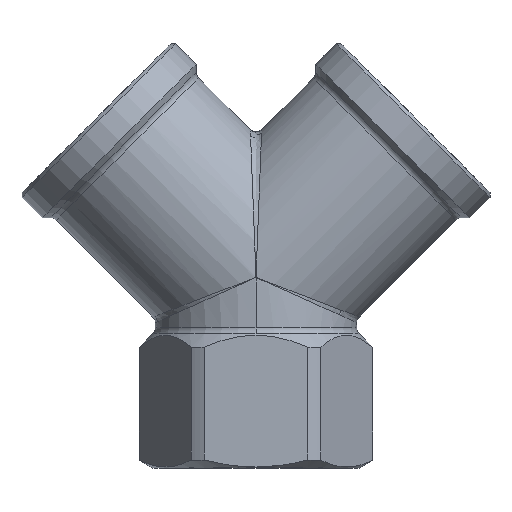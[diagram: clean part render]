
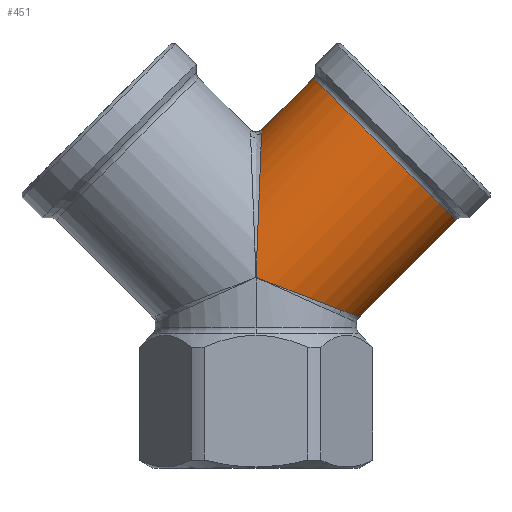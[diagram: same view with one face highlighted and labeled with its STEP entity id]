
A CAD part, top view. The second image highlights one B-rep face of the part: STEP entity #451.
In plain terms, the highlighted cylindrical face has radius 6.25 mm (diameter 12.5 mm), a partial arc.
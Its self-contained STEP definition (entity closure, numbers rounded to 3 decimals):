
#3 = ORIENTED_EDGE ( 'NONE', *, *, #21, .T. ) ;
#21 = EDGE_CURVE ( 'NONE', #471, #42, #655, .T. ) ;
#23 = EDGE_CURVE ( 'NONE', #517, #42, #690, .T. ) ;
#41 = ORIENTED_EDGE ( 'NONE', *, *, #23, .F. ) ;
#42 = VERTEX_POINT ( 'NONE', #701 ) ;
#451 = ADVANCED_FACE ( 'NONE', ( #1548 ), #1550, .T. ) ;
#454 = EDGE_LOOP ( 'NONE', ( #456, #458, #477, #1482, #469, #3, #41 ) ) ;
#456 = ORIENTED_EDGE ( 'NONE', *, *, #457, .T. ) ;
#457 = EDGE_CURVE ( 'NONE', #517, #524, #1591, .T. ) ;
#458 = ORIENTED_EDGE ( 'NONE', *, *, #474, .T. ) ;
#469 = ORIENTED_EDGE ( 'NONE', *, *, #470, .F. ) ;
#470 = EDGE_CURVE ( 'NONE', #471, #1481, #1609, .T. ) ;
#471 = VERTEX_POINT ( 'NONE', #1608 ) ;
#474 = EDGE_CURVE ( 'NONE', #524, #475, #1646, .T. ) ;
#475 = VERTEX_POINT ( 'NONE', #1642 ) ;
#476 = EDGE_CURVE ( 'NONE', #475, #1495, #1641, .T. ) ;
#477 = ORIENTED_EDGE ( 'NONE', *, *, #476, .T. ) ;
#517 = VERTEX_POINT ( 'NONE', #1712 ) ;
#524 = VERTEX_POINT ( 'NONE', #1758 ) ;
#655 =( BOUNDED_CURVE ( )  B_SPLINE_CURVE ( 3, ( #698, #697, #696, #695 ),
 .UNSPECIFIED., .F., .T. ) 
 B_SPLINE_CURVE_WITH_KNOTS ( ( 4, 4 ),
 ( 4.723, 6.283 ),
 .UNSPECIFIED. ) 
 CURVE ( )  GEOMETRIC_REPRESENTATION_ITEM ( )  RATIONAL_B_SPLINE_CURVE ( ( 1., 0.807, 0.807, 1. ) ) 
 REPRESENTATION_ITEM ( '' )  );
#687 = DIRECTION ( 'NONE',  ( -0.707, -0.707, 0. ) ) ;
#688 = VECTOR ( 'NONE', #687, 1000. ) ;
#689 = CARTESIAN_POINT ( 'NONE',  ( 4.42, 7.408, 0. ) ) ;
#690 = LINE ( 'NONE', #689, #688 ) ;
#695 = CARTESIAN_POINT ( 'NONE',  ( 6.396, 9.385, 0. ) ) ;
#696 = CARTESIAN_POINT ( 'NONE',  ( 6.396, 9.385, 3.629 ) ) ;
#697 = CARTESIAN_POINT ( 'NONE',  ( 3.785, 10.382, 6.209 ) ) ;
#698 = CARTESIAN_POINT ( 'NONE',  ( 0.071, 11.8, 6.25 ) ) ;
#701 = CARTESIAN_POINT ( 'NONE',  ( 6.396, 9.385, 0. ) ) ;
#1480 = EDGE_CURVE ( 'NONE', #1481, #1495, #1967, .T. ) ;
#1481 = VERTEX_POINT ( 'NONE', #1962 ) ;
#1482 = ORIENTED_EDGE ( 'NONE', *, *, #1480, .F. ) ;
#1495 = VERTEX_POINT ( 'NONE', #1998 ) ;
#1548 = FACE_OUTER_BOUND ( 'NONE', #454, .T. ) ;
#1549 = CARTESIAN_POINT ( 'NONE',  ( 0.001, 11.828, 0. ) ) ;
#1550 = CYLINDRICAL_SURFACE ( 'NONE', #1602, 6.25 ) ;
#1588 = DIRECTION ( 'NONE',  ( 0.707, -0.707, 0. ) ) ;
#1589 = DIRECTION ( 'NONE',  ( -0.707, -0.707, 0. ) ) ;
#1590 = AXIS2_PLACEMENT_3D ( 'NONE', #1598, #1589, #1588 ) ;
#1591 = CIRCLE ( 'NONE', #1590, 6.25 ) ;
#1598 = CARTESIAN_POINT ( 'NONE',  ( 7.986, 19.813, 0. ) ) ;
#1600 = DIRECTION ( 'NONE',  ( 0.707, -0.707, 0. ) ) ;
#1601 = DIRECTION ( 'NONE',  ( -0.707, -0.707, 0. ) ) ;
#1602 = AXIS2_PLACEMENT_3D ( 'NONE', #1549, #1601, #1600 ) ;
#1604 = CARTESIAN_POINT ( 'NONE',  ( 0.028, 11.8, 6.25 ) ) ;
#1605 = CARTESIAN_POINT ( 'NONE',  ( 0.042, 11.8, 6.25 ) ) ;
#1606 = CARTESIAN_POINT ( 'NONE',  ( 0.057, 11.8, 6.25 ) ) ;
#1607 = CARTESIAN_POINT ( 'NONE',  ( 0.071, 11.8, 6.25 ) ) ;
#1608 = CARTESIAN_POINT ( 'NONE',  ( 0.071, 11.8, 6.25 ) ) ;
#1609 =( BOUNDED_CURVE ( )  B_SPLINE_CURVE ( 3, ( #1607, #1606, #1605, #1604 ),
 .UNSPECIFIED., .F., .F. ) 
 B_SPLINE_CURVE_WITH_KNOTS ( ( 4, 4 ),
 ( 4.701, 4.706 ),
 .UNSPECIFIED. ) 
 CURVE ( )  GEOMETRIC_REPRESENTATION_ITEM ( )  RATIONAL_B_SPLINE_CURVE ( ( 1., 1., 1., 1. ) ) 
 REPRESENTATION_ITEM ( '' )  );
#1637 = CARTESIAN_POINT ( 'NONE',  ( 0., 11.828, 6.25 ) ) ;
#1638 = CARTESIAN_POINT ( 'NONE',  ( 0.207, 17.212, 6.25 ) ) ;
#1639 = CARTESIAN_POINT ( 'NONE',  ( 0.354, 21.019, 3.661 ) ) ;
#1640 = CARTESIAN_POINT ( 'NONE',  ( 0.354, 21.019, 0. ) ) ;
#1641 =( BOUNDED_CURVE ( )  B_SPLINE_CURVE ( 3, ( #1640, #1639, #1638, #1637 ),
 .UNSPECIFIED., .F., .T. ) 
 B_SPLINE_CURVE_WITH_KNOTS ( ( 4, 4 ),
 ( 3.142, 4.712 ),
 .UNSPECIFIED. ) 
 CURVE ( )  GEOMETRIC_REPRESENTATION_ITEM ( )  RATIONAL_B_SPLINE_CURVE ( ( 1., 0.805, 0.805, 1. ) ) 
 REPRESENTATION_ITEM ( '' )  );
#1642 = CARTESIAN_POINT ( 'NONE',  ( 0.354, 21.019, 0. ) ) ;
#1643 = DIRECTION ( 'NONE',  ( -0.707, -0.707, 0. ) ) ;
#1644 = VECTOR ( 'NONE', #1643, 1000. ) ;
#1645 = CARTESIAN_POINT ( 'NONE',  ( -4.419, 16.247, 0. ) ) ;
#1646 = LINE ( 'NONE', #1645, #1644 ) ;
#1712 = CARTESIAN_POINT ( 'NONE',  ( 12.405, 15.393, 0. ) ) ;
#1758 = CARTESIAN_POINT ( 'NONE',  ( 3.566, 24.232, 0. ) ) ;
#1962 = CARTESIAN_POINT ( 'NONE',  ( 0.028, 11.8, 6.25 ) ) ;
#1963 = DIRECTION ( 'NONE',  ( 0.707, -0.707, 0. ) ) ;
#1964 = DIRECTION ( 'NONE',  ( -0.707, -0.707, 0. ) ) ;
#1965 = CARTESIAN_POINT ( 'NONE',  ( 0.001, 11.828, 0. ) ) ;
#1966 = AXIS2_PLACEMENT_3D ( 'NONE', #1965, #1964, #1963 ) ;
#1967 = CIRCLE ( 'NONE', #1966, 6.25 ) ;
#1998 = CARTESIAN_POINT ( 'NONE',  ( 0., 11.828, 6.25 ) ) ;
